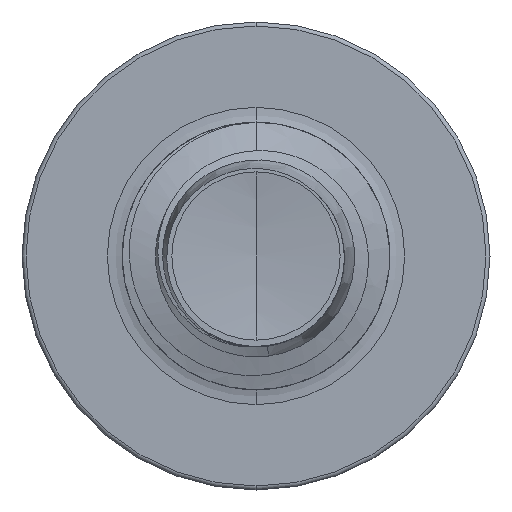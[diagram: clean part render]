
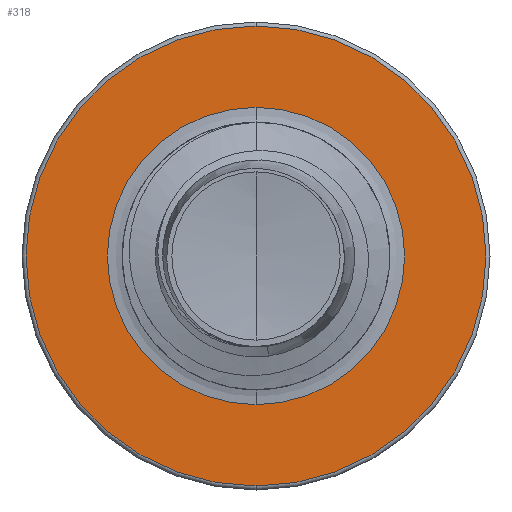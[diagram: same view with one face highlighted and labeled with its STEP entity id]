
A CAD part, front view. The second image highlights one B-rep face of the part: STEP entity #318.
In plain terms, the highlighted planar face has unit normal (0, -1, 0).
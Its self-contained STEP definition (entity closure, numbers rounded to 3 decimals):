
#318 = ADVANCED_FACE ( 'NONE', ( #18229, #3288 ), #1482, .F. ) ;
#540 = DIRECTION ( 'NONE',  ( 0., 0., 1. ) ) ;
#664 = AXIS2_PLACEMENT_3D ( 'NONE', #13979, #5134, #15277 ) ;
#1161 = AXIS2_PLACEMENT_3D ( 'NONE', #9827, #19382, #11253 ) ;
#1437 = AXIS2_PLACEMENT_3D ( 'NONE', #16096, #7886, #17425 ) ;
#1482 = PLANE ( 'NONE',  #12992 ) ;
#1896 = CIRCLE ( 'NONE', #664, 1.72 ) ;
#2555 = ORIENTED_EDGE ( 'NONE', *, *, #16832, .T. ) ;
#3041 = CARTESIAN_POINT ( 'NONE',  ( 0., 5., 1.72 ) ) ;
#3107 = VERTEX_POINT ( 'NONE', #3041 ) ;
#3288 = FACE_BOUND ( 'NONE', #12445, .T. ) ;
#4969 = ORIENTED_EDGE ( 'NONE', *, *, #17368, .F. ) ;
#5134 = DIRECTION ( 'NONE',  ( 0., 1., 0. ) ) ;
#5135 = CARTESIAN_POINT ( 'NONE',  ( 0., 5., -1.112 ) ) ;
#5295 = DIRECTION ( 'NONE',  ( 0., 1., 0. ) ) ;
#6089 = ORIENTED_EDGE ( 'NONE', *, *, #19192, .F. ) ;
#6311 = CARTESIAN_POINT ( 'NONE',  ( 0., 5., 1.112 ) ) ;
#7605 = DIRECTION ( 'NONE',  ( 0., 1., 0. ) ) ;
#7886 = DIRECTION ( 'NONE',  ( 0., 1., 0. ) ) ;
#9827 = CARTESIAN_POINT ( 'NONE',  ( 0., 5., 0. ) ) ;
#10933 = VERTEX_POINT ( 'NONE', #18532 ) ;
#11253 = DIRECTION ( 'NONE',  ( 0., 0., 1. ) ) ;
#11743 = CIRCLE ( 'NONE', #1437, 1.112 ) ;
#12198 = ORIENTED_EDGE ( 'NONE', *, *, #17339, .T. ) ;
#12445 = EDGE_LOOP ( 'NONE', ( #12198, #2555 ) ) ;
#12992 = AXIS2_PLACEMENT_3D ( 'NONE', #5135, #5295, #540 ) ;
#13979 = CARTESIAN_POINT ( 'NONE',  ( 0., 5., 0. ) ) ;
#14844 = AXIS2_PLACEMENT_3D ( 'NONE', #15872, #7605, #17179 ) ;
#15107 = VERTEX_POINT ( 'NONE', #6311 ) ;
#15277 = DIRECTION ( 'NONE',  ( 0., 0., 1. ) ) ;
#15733 = CARTESIAN_POINT ( 'NONE',  ( 0., 5., -1.72 ) ) ;
#15872 = CARTESIAN_POINT ( 'NONE',  ( 0., 5., 0. ) ) ;
#16096 = CARTESIAN_POINT ( 'NONE',  ( 0., 5., 0. ) ) ;
#16832 = EDGE_CURVE ( 'NONE', #10933, #15107, #11743, .T. ) ;
#17179 = DIRECTION ( 'NONE',  ( 0., 0., 1. ) ) ;
#17339 = EDGE_CURVE ( 'NONE', #15107, #10933, #17483, .T. ) ;
#17368 = EDGE_CURVE ( 'NONE', #18035, #3107, #1896, .T. ) ;
#17425 = DIRECTION ( 'NONE',  ( 0., 0., 1. ) ) ;
#17483 = CIRCLE ( 'NONE', #1161, 1.112 ) ;
#18035 = VERTEX_POINT ( 'NONE', #15733 ) ;
#18229 = FACE_OUTER_BOUND ( 'NONE', #19452, .T. ) ;
#18532 = CARTESIAN_POINT ( 'NONE',  ( 0., 5., -1.112 ) ) ;
#18884 = CIRCLE ( 'NONE', #14844, 1.72 ) ;
#19192 = EDGE_CURVE ( 'NONE', #3107, #18035, #18884, .T. ) ;
#19382 = DIRECTION ( 'NONE',  ( 0., 1., 0. ) ) ;
#19452 = EDGE_LOOP ( 'NONE', ( #6089, #4969 ) ) ;
